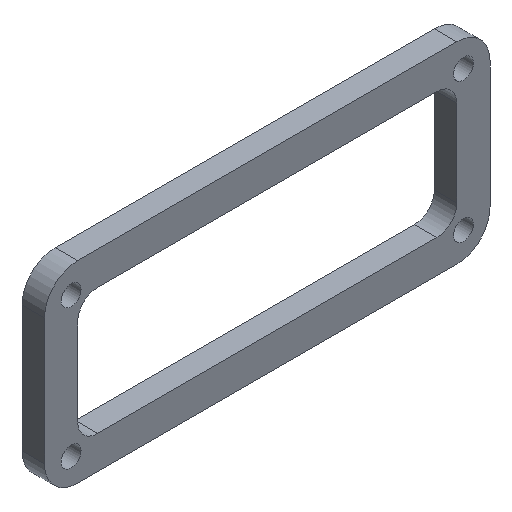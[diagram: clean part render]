
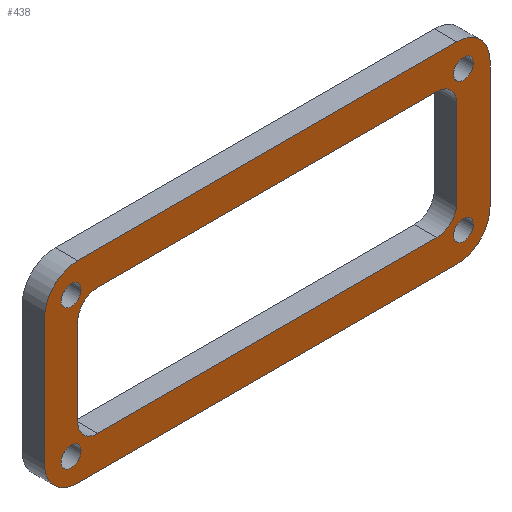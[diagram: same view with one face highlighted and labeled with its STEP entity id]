
A CAD part, isometric view. The second image highlights one B-rep face of the part: STEP entity #438.
In plain terms, the highlighted planar face has unit normal (0, -1, 0).
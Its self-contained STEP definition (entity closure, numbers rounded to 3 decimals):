
#20=FACE_BOUND('',#84,.T.);
#21=FACE_BOUND('',#85,.T.);
#22=FACE_BOUND('',#86,.T.);
#23=FACE_BOUND('',#87,.T.);
#24=FACE_BOUND('',#88,.T.);
#34=PLANE('',#507);
#56=FACE_OUTER_BOUND('',#83,.T.);
#83=EDGE_LOOP('',(#385,#386,#387,#388,#389,#390,#391,#392));
#84=EDGE_LOOP('',(#393,#394,#395,#396,#397,#398,#399,#400));
#85=EDGE_LOOP('',(#401));
#86=EDGE_LOOP('',(#402));
#87=EDGE_LOOP('',(#403));
#88=EDGE_LOOP('',(#404));
#91=LINE('',#650,#127);
#95=LINE('',#662,#131);
#99=LINE('',#674,#135);
#103=LINE('',#685,#139);
#109=LINE('',#714,#145);
#114=LINE('',#728,#150);
#118=LINE('',#740,#154);
#122=LINE('',#752,#158);
#127=VECTOR('',#520,10.);
#131=VECTOR('',#532,10.);
#135=VECTOR('',#544,10.);
#139=VECTOR('',#556,10.);
#145=VECTOR('',#588,10.);
#150=VECTOR('',#601,10.);
#154=VECTOR('',#613,10.);
#158=VECTOR('',#625,10.);
#161=CIRCLE('',#463,3.);
#163=CIRCLE('',#467,3.);
#165=CIRCLE('',#471,3.);
#167=CIRCLE('',#475,3.);
#170=CIRCLE('',#480,1.5);
#172=CIRCLE('',#483,1.5);
#174=CIRCLE('',#486,1.5);
#176=CIRCLE('',#489,1.5);
#177=CIRCLE('',#492,5.);
#179=CIRCLE('',#496,5.);
#181=CIRCLE('',#500,5.);
#183=CIRCLE('',#504,5.);
#185=VERTEX_POINT('',#640);
#186=VERTEX_POINT('',#641);
#189=VERTEX_POINT('',#649);
#191=VERTEX_POINT('',#655);
#193=VERTEX_POINT('',#661);
#195=VERTEX_POINT('',#667);
#197=VERTEX_POINT('',#673);
#199=VERTEX_POINT('',#679);
#202=VERTEX_POINT('',#690);
#204=VERTEX_POINT('',#696);
#206=VERTEX_POINT('',#702);
#208=VERTEX_POINT('',#708);
#209=VERTEX_POINT('',#712);
#210=VERTEX_POINT('',#713);
#213=VERTEX_POINT('',#721);
#215=VERTEX_POINT('',#727);
#217=VERTEX_POINT('',#733);
#219=VERTEX_POINT('',#739);
#221=VERTEX_POINT('',#745);
#223=VERTEX_POINT('',#751);
#225=EDGE_CURVE('',#185,#186,#161,.T.);
#229=EDGE_CURVE('',#186,#189,#91,.T.);
#232=EDGE_CURVE('',#189,#191,#163,.T.);
#235=EDGE_CURVE('',#191,#193,#95,.T.);
#238=EDGE_CURVE('',#193,#195,#165,.T.);
#241=EDGE_CURVE('',#195,#197,#99,.T.);
#244=EDGE_CURVE('',#197,#199,#167,.T.);
#247=EDGE_CURVE('',#199,#185,#103,.T.);
#251=EDGE_CURVE('',#202,#202,#170,.T.);
#254=EDGE_CURVE('',#204,#204,#172,.T.);
#257=EDGE_CURVE('',#206,#206,#174,.T.);
#260=EDGE_CURVE('',#208,#208,#176,.T.);
#261=EDGE_CURVE('',#209,#210,#109,.T.);
#265=EDGE_CURVE('',#213,#209,#177,.T.);
#268=EDGE_CURVE('',#215,#213,#114,.T.);
#271=EDGE_CURVE('',#217,#215,#179,.T.);
#274=EDGE_CURVE('',#219,#217,#118,.T.);
#277=EDGE_CURVE('',#221,#219,#181,.T.);
#280=EDGE_CURVE('',#223,#221,#122,.T.);
#283=EDGE_CURVE('',#210,#223,#183,.T.);
#385=ORIENTED_EDGE('',*,*,#283,.F.);
#386=ORIENTED_EDGE('',*,*,#261,.F.);
#387=ORIENTED_EDGE('',*,*,#265,.F.);
#388=ORIENTED_EDGE('',*,*,#268,.F.);
#389=ORIENTED_EDGE('',*,*,#271,.F.);
#390=ORIENTED_EDGE('',*,*,#274,.F.);
#391=ORIENTED_EDGE('',*,*,#277,.F.);
#392=ORIENTED_EDGE('',*,*,#280,.F.);
#393=ORIENTED_EDGE('',*,*,#238,.T.);
#394=ORIENTED_EDGE('',*,*,#241,.T.);
#395=ORIENTED_EDGE('',*,*,#244,.T.);
#396=ORIENTED_EDGE('',*,*,#247,.T.);
#397=ORIENTED_EDGE('',*,*,#225,.T.);
#398=ORIENTED_EDGE('',*,*,#229,.T.);
#399=ORIENTED_EDGE('',*,*,#232,.T.);
#400=ORIENTED_EDGE('',*,*,#235,.T.);
#401=ORIENTED_EDGE('',*,*,#260,.F.);
#402=ORIENTED_EDGE('',*,*,#257,.F.);
#403=ORIENTED_EDGE('',*,*,#254,.F.);
#404=ORIENTED_EDGE('',*,*,#251,.F.);
#438=ADVANCED_FACE('',(#56,#20,#21,#22,#23,#24),#34,.F.);
#463=AXIS2_PLACEMENT_3D('',#642,#512,#513);
#467=AXIS2_PLACEMENT_3D('',#656,#525,#526);
#471=AXIS2_PLACEMENT_3D('',#668,#537,#538);
#475=AXIS2_PLACEMENT_3D('',#680,#549,#550);
#480=AXIS2_PLACEMENT_3D('',#692,#563,#564);
#483=AXIS2_PLACEMENT_3D('',#698,#570,#571);
#486=AXIS2_PLACEMENT_3D('',#704,#577,#578);
#489=AXIS2_PLACEMENT_3D('',#710,#584,#585);
#492=AXIS2_PLACEMENT_3D('',#722,#594,#595);
#496=AXIS2_PLACEMENT_3D('',#734,#606,#607);
#500=AXIS2_PLACEMENT_3D('',#746,#618,#619);
#504=AXIS2_PLACEMENT_3D('',#757,#630,#631);
#507=AXIS2_PLACEMENT_3D('',#760,#636,#637);
#512=DIRECTION('center_axis',(0.,1.,0.));
#513=DIRECTION('ref_axis',(0.,0.,-1.));
#520=DIRECTION('',(0.,0.,1.));
#525=DIRECTION('center_axis',(0.,1.,0.));
#526=DIRECTION('ref_axis',(-1.,0.,0.));
#532=DIRECTION('',(1.,0.,0.));
#537=DIRECTION('center_axis',(0.,1.,0.));
#538=DIRECTION('ref_axis',(0.,0.,1.));
#544=DIRECTION('',(0.,0.,-1.));
#549=DIRECTION('center_axis',(0.,1.,0.));
#550=DIRECTION('ref_axis',(1.,0.,0.));
#556=DIRECTION('',(-1.,0.,0.));
#563=DIRECTION('center_axis',(0.,-1.,0.));
#564=DIRECTION('ref_axis',(1.,0.,0.));
#570=DIRECTION('center_axis',(0.,-1.,0.));
#571=DIRECTION('ref_axis',(1.,0.,0.));
#577=DIRECTION('center_axis',(0.,-1.,0.));
#578=DIRECTION('ref_axis',(1.,0.,0.));
#584=DIRECTION('center_axis',(0.,-1.,0.));
#585=DIRECTION('ref_axis',(1.,0.,0.));
#588=DIRECTION('',(1.,0.,0.));
#594=DIRECTION('center_axis',(0.,1.,0.));
#595=DIRECTION('ref_axis',(-1.,0.,0.));
#601=DIRECTION('',(0.,0.,1.));
#606=DIRECTION('center_axis',(0.,1.,0.));
#607=DIRECTION('ref_axis',(0.,0.,-1.));
#613=DIRECTION('',(-1.,0.,0.));
#618=DIRECTION('center_axis',(0.,1.,0.));
#619=DIRECTION('ref_axis',(1.,0.,0.));
#625=DIRECTION('',(0.,0.,-1.));
#630=DIRECTION('center_axis',(0.,1.,0.));
#631=DIRECTION('ref_axis',(0.,0.,1.));
#636=DIRECTION('center_axis',(0.,1.,0.));
#637=DIRECTION('ref_axis',(0.,0.,1.));
#640=CARTESIAN_POINT('',(-25.575,0.,-9.525));
#641=CARTESIAN_POINT('',(-28.575,0.,-6.525));
#642=CARTESIAN_POINT('Origin',(-25.575,0.,-6.525));
#649=CARTESIAN_POINT('',(-28.575,0.,6.525));
#650=CARTESIAN_POINT('',(-28.575,0.,3.263));
#655=CARTESIAN_POINT('',(-25.575,0.,9.525));
#656=CARTESIAN_POINT('Origin',(-25.575,0.,6.525));
#661=CARTESIAN_POINT('',(25.575,0.,9.525));
#662=CARTESIAN_POINT('',(12.788,0.,9.525));
#667=CARTESIAN_POINT('',(28.575,0.,6.525));
#668=CARTESIAN_POINT('Origin',(25.575,0.,6.525));
#673=CARTESIAN_POINT('',(28.575,0.,-6.525));
#674=CARTESIAN_POINT('',(28.575,0.,-3.262));
#679=CARTESIAN_POINT('',(25.575,0.,-9.525));
#680=CARTESIAN_POINT('Origin',(25.575,0.,-6.525));
#685=CARTESIAN_POINT('',(-12.788,0.,-9.525));
#690=CARTESIAN_POINT('',(-31.075,0.,-10.525));
#692=CARTESIAN_POINT('Origin',(-29.575,0.,-10.525));
#696=CARTESIAN_POINT('',(-31.075,0.,10.525));
#698=CARTESIAN_POINT('Origin',(-29.575,0.,10.525));
#702=CARTESIAN_POINT('',(28.075,0.,-10.525));
#704=CARTESIAN_POINT('Origin',(29.575,0.,-10.525));
#708=CARTESIAN_POINT('',(28.075,0.,10.525));
#710=CARTESIAN_POINT('Origin',(29.575,0.,10.525));
#712=CARTESIAN_POINT('',(-28.575,0.,14.525));
#713=CARTESIAN_POINT('',(28.575,0.,14.525));
#714=CARTESIAN_POINT('',(-28.575,0.,14.525));
#721=CARTESIAN_POINT('',(-33.575,0.,9.525));
#722=CARTESIAN_POINT('Origin',(-28.575,0.,9.525));
#727=CARTESIAN_POINT('',(-33.575,0.,-9.525));
#728=CARTESIAN_POINT('',(-33.575,0.,-9.525));
#733=CARTESIAN_POINT('',(-28.575,0.,-14.525));
#734=CARTESIAN_POINT('Origin',(-28.575,0.,-9.525));
#739=CARTESIAN_POINT('',(28.575,0.,-14.525));
#740=CARTESIAN_POINT('',(28.575,0.,-14.525));
#745=CARTESIAN_POINT('',(33.575,0.,-9.525));
#746=CARTESIAN_POINT('Origin',(28.575,0.,-9.525));
#751=CARTESIAN_POINT('',(33.575,0.,9.525));
#752=CARTESIAN_POINT('',(33.575,0.,9.525));
#757=CARTESIAN_POINT('Origin',(28.575,0.,9.525));
#760=CARTESIAN_POINT('Origin',(0.,0.,0.));
